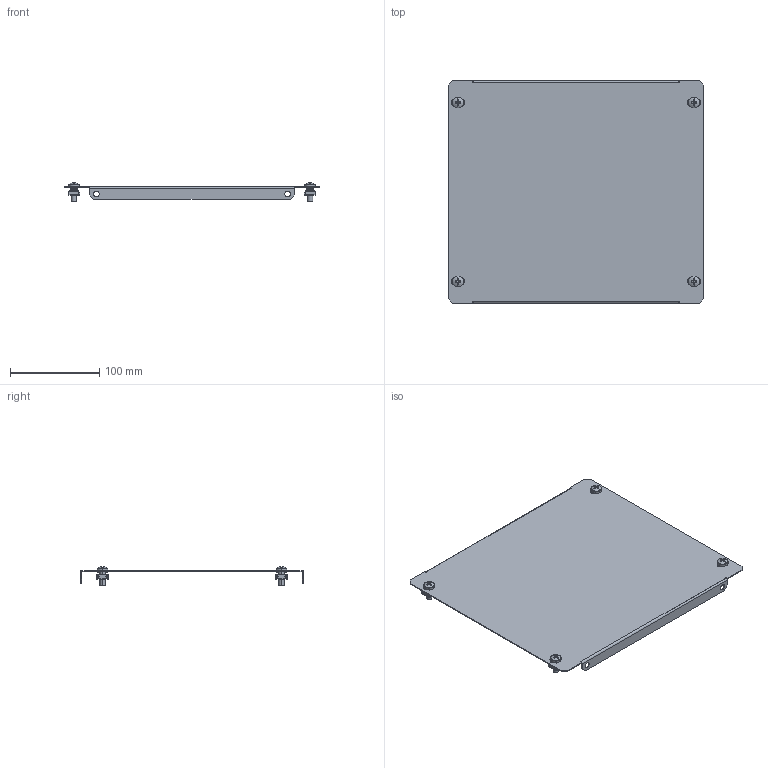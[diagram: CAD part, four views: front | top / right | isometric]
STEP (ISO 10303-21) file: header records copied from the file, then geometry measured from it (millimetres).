
FILE_DESCRIPTION (( 'STEP AP203' ), '1' );
FILE_NAME ('Ïëàñòðîí Â250 Ø400 EKF AleSta.STEP', '2025-09-15T11:02:51', ( '' ), ( '' ), 'SwSTEP 2.0', 'SolidWorks 2021', '' );
FILE_SCHEMA (( 'CONFIG_CONTROL_DESIGN' ));
Length unit declared in the file: millimetre
Products named in the file (6): pan head cross recess screw_din_DIN EN ISO 7045 - M6 x 16 - Z - 16N; Îáîëî÷êà ãàéêè çàêëàäíîé; Ïëàñòðîí Â250 Ø400 EKF AleSta; Ãàéêà çàêëàäíàÿ; Ãàéêà çàêëàäêàÿ Ì6; MA1.400.060000.01.01 Ïëàñòðîí Â50 Ø600 EKF AleSta_‚250˜400
Assembly tree (11 placements, depth 3):
  Ïëàñòðîí Â250 Ø400 EKF AleSta
    MA1.400.060000.01.01 Ïëàñòðîí Â50 Ø600 EKF AleSta_‚250˜400
    Ãàéêà çàêëàäíàÿ  x4
      Îáîëî÷êà ãàéêè çàêëàäíîé
      Ãàéêà çàêëàäêàÿ Ì6
    pan head cross recess screw_din_DIN EN ISO 7045 - M6 x 16 - Z - 16N  x4
Bounding box: 286 x 249 x 20.48 mm (x, y, z)
Volume: 81627.2 mm3; surface area: 161391.5 mm2
Topology: 13 solids, 13 shells, 738 faces, 1672 edges, 956 vertices
Faces by surface type: plane 442, cylinder 168, bspline 64, cone 40, torus 16, sphere 8
Entity records: 8094 total; most frequent: CARTESIAN_POINT 1788, DIRECTION 1152, ORIENTED_EDGE 1132, EDGE_CURVE 566, AXIS2_PLACEMENT_3D 387, LINE 378, VECTOR 378, VERTEX_POINT 335
